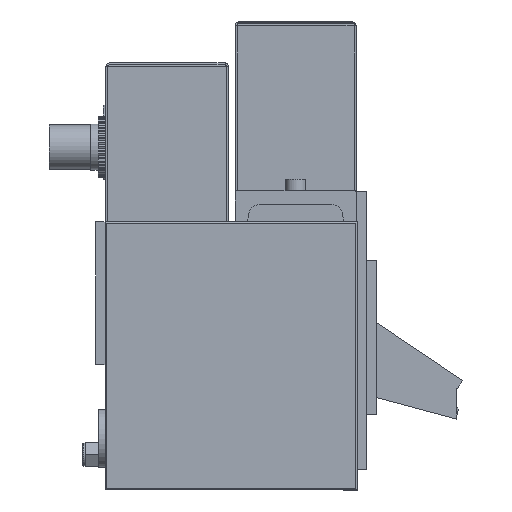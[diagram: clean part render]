
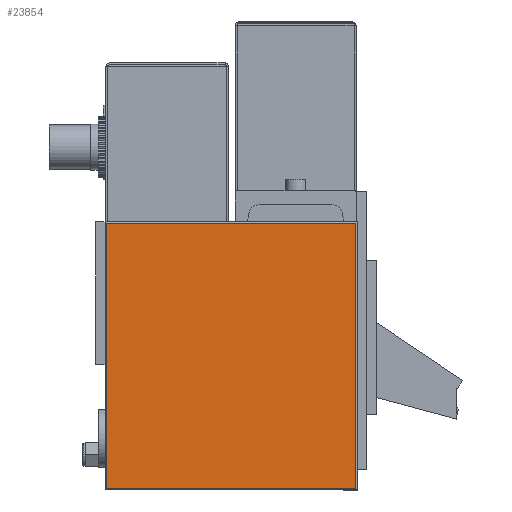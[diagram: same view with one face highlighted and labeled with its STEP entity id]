
A CAD part, left-side view. The second image highlights one B-rep face of the part: STEP entity #23854.
In plain terms, the highlighted planar face has unit normal (-1, 0, 0).
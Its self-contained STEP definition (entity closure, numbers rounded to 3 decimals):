
#1561=LINE('',#34165,#4283);
#1565=LINE('',#34172,#4287);
#1567=LINE('',#34175,#4289);
#1568=LINE('',#34177,#4290);
#4283=VECTOR('',#27861,167.);
#4287=VECTOR('',#27867,167.);
#4289=VECTOR('',#27871,157.);
#4290=VECTOR('',#27874,157.);
#6673=FACE_OUTER_BOUND('',#7974,.T.);
#7974=EDGE_LOOP('',(#16683,#16684,#16685,#16686));
#9914=VERTEX_POINT('',#34162);
#9915=VERTEX_POINT('',#34164);
#9916=VERTEX_POINT('',#34169);
#9917=VERTEX_POINT('',#34171);
#12442=EDGE_CURVE('',#9914,#9915,#1561,.T.);
#12446=EDGE_CURVE('',#9916,#9917,#1565,.T.);
#12448=EDGE_CURVE('',#9917,#9914,#1567,.T.);
#12449=EDGE_CURVE('',#9915,#9916,#1568,.T.);
#16683=ORIENTED_EDGE('',*,*,#12448,.F.);
#16684=ORIENTED_EDGE('',*,*,#12446,.F.);
#16685=ORIENTED_EDGE('',*,*,#12449,.F.);
#16686=ORIENTED_EDGE('',*,*,#12442,.F.);
#21646=PLANE('',#25202);
#23854=ADVANCED_FACE('',(#6673),#21646,.F.);
#25202=AXIS2_PLACEMENT_3D('',#34178,#27875,#27876);
#27861=DIRECTION('',(0.,0.,-1.));
#27867=DIRECTION('',(0.,0.,1.));
#27871=DIRECTION('',(0.,-1.,0.));
#27874=DIRECTION('',(0.,1.,0.));
#27875=DIRECTION('center_axis',(1.,0.,0.));
#27876=DIRECTION('ref_axis',(0.,0.,1.));
#34162=CARTESIAN_POINT('',(-429.588,-218.319,374.138));
#34164=CARTESIAN_POINT('',(-429.588,-218.319,207.138));
#34165=CARTESIAN_POINT('',(-429.588,-218.319,248.388));
#34169=CARTESIAN_POINT('',(-429.588,-61.319,207.138));
#34171=CARTESIAN_POINT('',(-429.588,-61.319,374.138));
#34172=CARTESIAN_POINT('',(-429.588,-61.319,332.888));
#34175=CARTESIAN_POINT('',(-429.588,-179.569,374.138));
#34177=CARTESIAN_POINT('',(-429.588,-100.069,207.138));
#34178=CARTESIAN_POINT('Origin',(-429.588,-139.819,290.638));
